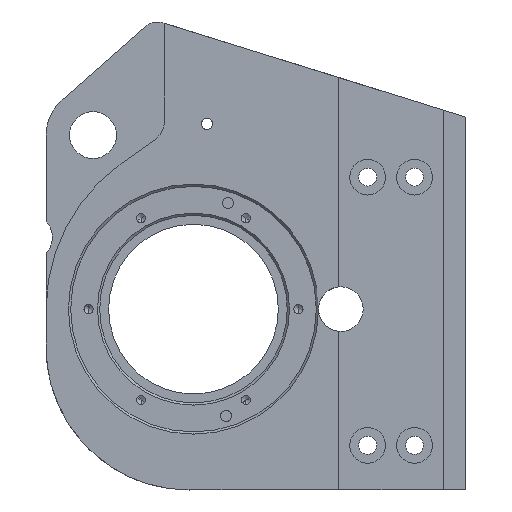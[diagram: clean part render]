
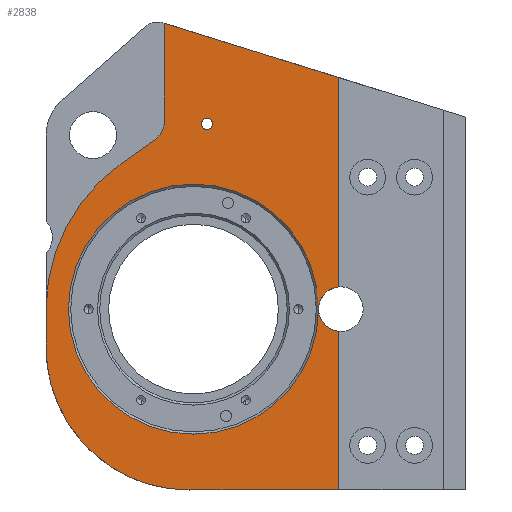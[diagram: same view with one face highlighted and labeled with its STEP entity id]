
A CAD part, front view. The second image highlights one B-rep face of the part: STEP entity #2838.
In plain terms, the highlighted planar face has unit normal (0, -1, 0).
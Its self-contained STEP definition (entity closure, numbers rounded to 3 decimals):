
#1469 = VERTEX_POINT('',#1470);
#1470 = CARTESIAN_POINT('',(-72.5,-37.,-38.525));
#1489 = VERTEX_POINT('',#1490);
#1490 = CARTESIAN_POINT('',(-72.5,-37.,-48.475));
#1497 = EDGE_CURVE('',#1498,#1489,#1500,.T.);
#1498 = VERTEX_POINT('',#1499);
#1499 = CARTESIAN_POINT('',(-77.,-37.,-43.5));
#1500 = CIRCLE('',#1501,5.);
#1501 = AXIS2_PLACEMENT_3D('',#1502,#1503,#1504);
#1502 = CARTESIAN_POINT('',(-72.,-37.,-43.5));
#1503 = DIRECTION('',(0.,-1.,0.));
#1504 = DIRECTION('',(1.,0.,0.));
#1506 = EDGE_CURVE('',#1469,#1498,#1507,.T.);
#1507 = CIRCLE('',#1508,5.);
#1508 = AXIS2_PLACEMENT_3D('',#1509,#1510,#1511);
#1509 = CARTESIAN_POINT('',(-72.,-37.,-43.5));
#1510 = DIRECTION('',(0.,-1.,0.));
#1511 = DIRECTION('',(1.,0.,0.));
#1831 = VERTEX_POINT('',#1832);
#1832 = CARTESIAN_POINT('',(-72.5,-37.,-84.));
#2016 = VERTEX_POINT('',#2017);
#2017 = CARTESIAN_POINT('',(-111.5,-37.,20.5));
#2025 = EDGE_CURVE('',#2016,#2026,#2028,.T.);
#2026 = VERTEX_POINT('',#2027);
#2027 = CARTESIAN_POINT('',(-72.5,-37.,8.367));
#2028 = LINE('',#2029,#2030);
#2029 = CARTESIAN_POINT('',(-171.758,-37.,39.247));
#2030 = VECTOR('',#2031,1.);
#2031 = DIRECTION('',(0.955,0.,-0.297));
#2776 = EDGE_CURVE('',#1489,#1831,#2777,.T.);
#2777 = LINE('',#2778,#2779);
#2778 = CARTESIAN_POINT('',(-72.5,-37.,41.937));
#2779 = VECTOR('',#2780,1.);
#2780 = DIRECTION('',(0.,0.,-1.));
#2784 = EDGE_CURVE('',#2026,#1469,#2785,.T.);
#2785 = LINE('',#2786,#2787);
#2786 = CARTESIAN_POINT('',(-72.5,-37.,41.937));
#2787 = VECTOR('',#2788,1.);
#2788 = DIRECTION('',(0.,0.,-1.));
#2838 = ADVANCED_FACE('',(#2839,#2934,#2954),#2981,.F.);
#2839 = FACE_BOUND('',#2840,.F.);
#2840 = EDGE_LOOP('',(#2841,#2842,#2843,#2844,#2845,#2846,#2854,#2862,
    #2871,#2894,#2902,#2911,#2919,#2928));
#2841 = ORIENTED_EDGE('',*,*,#2025,.T.);
#2842 = ORIENTED_EDGE('',*,*,#2784,.T.);
#2843 = ORIENTED_EDGE('',*,*,#1506,.T.);
#2844 = ORIENTED_EDGE('',*,*,#1497,.T.);
#2845 = ORIENTED_EDGE('',*,*,#2776,.T.);
#2846 = ORIENTED_EDGE('',*,*,#2847,.T.);
#2847 = EDGE_CURVE('',#1831,#2848,#2850,.T.);
#2848 = VERTEX_POINT('',#2849);
#2849 = CARTESIAN_POINT('',(-98.609,-37.,
    -84.));
#2850 = LINE('',#2851,#2852);
#2851 = CARTESIAN_POINT('',(-71.086,-37.,-84.));
#2852 = VECTOR('',#2853,1.);
#2853 = DIRECTION('',(-1.,0.,0.));
#2854 = ORIENTED_EDGE('',*,*,#2855,.F.);
#2855 = EDGE_CURVE('',#2856,#2848,#2858,.T.);
#2856 = VERTEX_POINT('',#2857);
#2857 = CARTESIAN_POINT('',(-105.987,-37.,-84.));
#2858 = LINE('',#2859,#2860);
#2859 = CARTESIAN_POINT('',(-224.75,-37.,-84.));
#2860 = VECTOR('',#2861,1.);
#2861 = DIRECTION('',(1.,0.,0.));
#2862 = ORIENTED_EDGE('',*,*,#2863,.T.);
#2863 = EDGE_CURVE('',#2856,#2864,#2866,.T.);
#2864 = VERTEX_POINT('',#2865);
#2865 = CARTESIAN_POINT('',(-106.,-37.,
    -84.));
#2866 = B_SPLINE_CURVE_WITH_KNOTS('',3,(#2867,#2868,#2869,#2870),
  .UNSPECIFIED.,.F.,.F.,(4,4),(0.,1.),.PIECEWISE_BEZIER_KNOTS.);
#2867 = CARTESIAN_POINT('',(-98.609,-37.,
    -84.));
#2868 = CARTESIAN_POINT('',(-101.115,-37.01,-84.));
#2869 = CARTESIAN_POINT('',(-103.579,-37.01,-84.));
#2870 = CARTESIAN_POINT('',(-106.,-37.,
    -84.));
#2871 = ORIENTED_EDGE('',*,*,#2872,.T.);
#2872 = EDGE_CURVE('',#2864,#2873,#2875,.T.);
#2873 = VERTEX_POINT('',#2874);
#2874 = CARTESIAN_POINT('',(-138.,-37.,
    -52.));
#2875 = B_SPLINE_CURVE_WITH_KNOTS('',3,(#2876,#2877,#2878,#2879,#2880,
    #2881,#2882,#2883,#2884,#2885,#2886,#2887,#2888,#2889,#2890,#2891,
    #2892,#2893),.UNSPECIFIED.,.F.,.F.,(4,2,2,2,2,2,2,2,4),(0.,0.125,
    0.25,0.375,0.5,0.625,0.75,0.875,1.),.UNSPECIFIED.);
#2876 = CARTESIAN_POINT('',(-106.,-37.,
    -84.));
#2877 = CARTESIAN_POINT('',(-108.094,-37.,-84.));
#2878 = CARTESIAN_POINT('',(-110.189,-37.,
    -83.794));
#2879 = CARTESIAN_POINT('',(-114.297,-37.,
    -82.977));
#2880 = CARTESIAN_POINT('',(-116.311,-37.,
    -82.366));
#2881 = CARTESIAN_POINT('',(-120.181,-37.,
    -80.763));
#2882 = CARTESIAN_POINT('',(-122.037,-37.,
    -79.771));
#2883 = CARTESIAN_POINT('',(-125.52,-37.,
    -77.443));
#2884 = CARTESIAN_POINT('',(-127.146,-37.,
    -76.108));
#2885 = CARTESIAN_POINT('',(-130.108,-37.,
    -73.146));
#2886 = CARTESIAN_POINT('',(-131.443,-37.,
    -71.52));
#2887 = CARTESIAN_POINT('',(-133.771,-37.,
    -68.037));
#2888 = CARTESIAN_POINT('',(-134.763,-37.,
    -66.181));
#2889 = CARTESIAN_POINT('',(-136.366,-37.,
    -62.311));
#2890 = CARTESIAN_POINT('',(-136.977,-37.,
    -60.297));
#2891 = CARTESIAN_POINT('',(-137.794,-37.,
    -56.189));
#2892 = CARTESIAN_POINT('',(-138.,-37.,
    -54.094));
#2893 = CARTESIAN_POINT('',(-138.,-37.,
    -52.));
#2894 = ORIENTED_EDGE('',*,*,#2895,.T.);
#2895 = EDGE_CURVE('',#2873,#2896,#2898,.T.);
#2896 = VERTEX_POINT('',#2897);
#2897 = CARTESIAN_POINT('',(-138.,-37.,-43.5));
#2898 = LINE('',#2899,#2900);
#2899 = CARTESIAN_POINT('',(-138.,-37.,-52.));
#2900 = VECTOR('',#2901,1.);
#2901 = DIRECTION('',(0.,0.,1.));
#2902 = ORIENTED_EDGE('',*,*,#2903,.T.);
#2903 = EDGE_CURVE('',#2896,#2904,#2906,.T.);
#2904 = VERTEX_POINT('',#2905);
#2905 = CARTESIAN_POINT('',(-121.22,-37.,-10.93));
#2906 = CIRCLE('',#2907,40.);
#2907 = AXIS2_PLACEMENT_3D('',#2908,#2909,#2910);
#2908 = CARTESIAN_POINT('',(-98.,-37.,-43.5));
#2909 = DIRECTION('',(0.,1.,0.));
#2910 = DIRECTION('',(0.,0.,-1.));
#2911 = ORIENTED_EDGE('',*,*,#2912,.T.);
#2912 = EDGE_CURVE('',#2904,#2913,#2915,.T.);
#2913 = VERTEX_POINT('',#2914);
#2914 = CARTESIAN_POINT('',(-113.597,-37.,-5.495));
#2915 = LINE('',#2916,#2917);
#2916 = CARTESIAN_POINT('',(-121.22,-37.,-10.93));
#2917 = VECTOR('',#2918,1.);
#2918 = DIRECTION('',(0.814,0.,0.581));
#2919 = ORIENTED_EDGE('',*,*,#2920,.T.);
#2920 = EDGE_CURVE('',#2913,#2921,#2923,.T.);
#2921 = VERTEX_POINT('',#2922);
#2922 = CARTESIAN_POINT('',(-111.5,-37.,-1.424));
#2923 = CIRCLE('',#2924,5.);
#2924 = AXIS2_PLACEMENT_3D('',#2925,#2926,#2927);
#2925 = CARTESIAN_POINT('',(-116.5,-37.,-1.424));
#2926 = DIRECTION('',(0.,-1.,0.));
#2927 = DIRECTION('',(0.,0.,-1.));
#2928 = ORIENTED_EDGE('',*,*,#2929,.F.);
#2929 = EDGE_CURVE('',#2016,#2921,#2930,.T.);
#2930 = LINE('',#2931,#2932);
#2931 = CARTESIAN_POINT('',(-111.5,-37.,14.));
#2932 = VECTOR('',#2933,1.);
#2933 = DIRECTION('',(-0.,-0.,-1.));
#2934 = FACE_BOUND('',#2935,.F.);
#2935 = EDGE_LOOP('',(#2936,#2947));
#2936 = ORIENTED_EDGE('',*,*,#2937,.F.);
#2937 = EDGE_CURVE('',#2938,#2940,#2942,.T.);
#2938 = VERTEX_POINT('',#2939);
#2939 = CARTESIAN_POINT('',(-102.,-37.,-3.25));
#2940 = VERTEX_POINT('',#2941);
#2941 = CARTESIAN_POINT('',(-102.,-37.,-0.75));
#2942 = CIRCLE('',#2943,1.25);
#2943 = AXIS2_PLACEMENT_3D('',#2944,#2945,#2946);
#2944 = CARTESIAN_POINT('',(-102.,-37.,-2.));
#2945 = DIRECTION('',(0.,1.,0.));
#2946 = DIRECTION('',(0.,0.,-1.));
#2947 = ORIENTED_EDGE('',*,*,#2948,.F.);
#2948 = EDGE_CURVE('',#2940,#2938,#2949,.T.);
#2949 = CIRCLE('',#2950,1.25);
#2950 = AXIS2_PLACEMENT_3D('',#2951,#2952,#2953);
#2951 = CARTESIAN_POINT('',(-102.,-37.,-2.));
#2952 = DIRECTION('',(0.,1.,0.));
#2953 = DIRECTION('',(0.,0.,-1.));
#2954 = FACE_BOUND('',#2955,.F.);
#2955 = EDGE_LOOP('',(#2956,#2965,#2974));
#2956 = ORIENTED_EDGE('',*,*,#2957,.F.);
#2957 = EDGE_CURVE('',#1498,#2958,#2960,.T.);
#2958 = VERTEX_POINT('',#2959);
#2959 = CARTESIAN_POINT('',(-105.,-37.,-71.5));
#2960 = CIRCLE('',#2961,28.);
#2961 = AXIS2_PLACEMENT_3D('',#2962,#2963,#2964);
#2962 = CARTESIAN_POINT('',(-105.,-37.,-43.5));
#2963 = DIRECTION('',(0.,1.,0.));
#2964 = DIRECTION('',(0.,0.,-1.));
#2965 = ORIENTED_EDGE('',*,*,#2966,.F.);
#2966 = EDGE_CURVE('',#2967,#1498,#2969,.T.);
#2967 = VERTEX_POINT('',#2968);
#2968 = CARTESIAN_POINT('',(-105.,-37.,-15.5));
#2969 = CIRCLE('',#2970,28.);
#2970 = AXIS2_PLACEMENT_3D('',#2971,#2972,#2973);
#2971 = CARTESIAN_POINT('',(-105.,-37.,-43.5));
#2972 = DIRECTION('',(0.,1.,0.));
#2973 = DIRECTION('',(0.,0.,-1.));
#2974 = ORIENTED_EDGE('',*,*,#2975,.F.);
#2975 = EDGE_CURVE('',#2958,#2967,#2976,.T.);
#2976 = CIRCLE('',#2977,28.);
#2977 = AXIS2_PLACEMENT_3D('',#2978,#2979,#2980);
#2978 = CARTESIAN_POINT('',(-105.,-37.,-43.5));
#2979 = DIRECTION('',(0.,1.,0.));
#2980 = DIRECTION('',(0.,0.,-1.));
#2981 = PLANE('',#2982);
#2982 = AXIS2_PLACEMENT_3D('',#2983,#2984,#2985);
#2983 = CARTESIAN_POINT('',(-311.5,-37.,40.477));
#2984 = DIRECTION('',(0.,1.,0.));
#2985 = DIRECTION('',(0.,0.,-1.));
